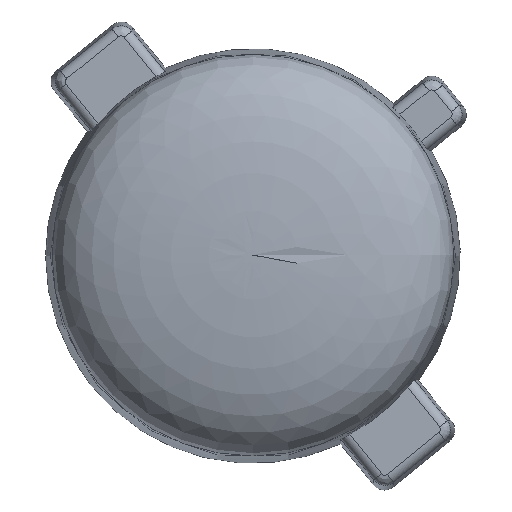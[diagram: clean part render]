
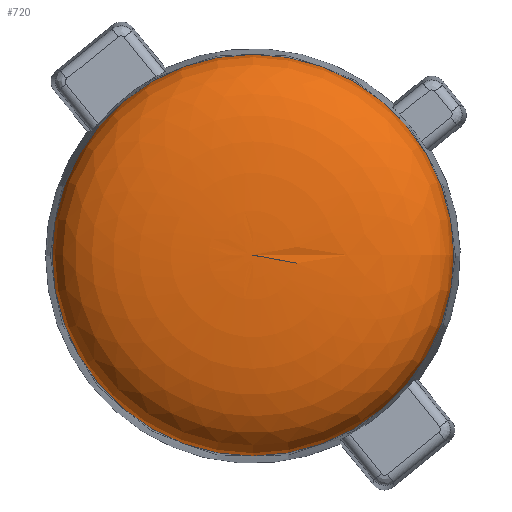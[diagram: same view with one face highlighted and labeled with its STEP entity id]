
A CAD part, top view. The second image highlights one B-rep face of the part: STEP entity #720.
In plain terms, the highlighted free-form (B-spline) face has degree [5, 2] with [10, 9] control points.
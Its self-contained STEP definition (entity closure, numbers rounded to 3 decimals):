
#70=(
BOUNDED_CURVE()
B_SPLINE_CURVE(5,(#1155,#1156,#1157,#1158,#1159,#1160,#1161,#1162,#1163,
#1164),.UNSPECIFIED.,.F.,.F.)
B_SPLINE_CURVE_WITH_KNOTS((6,1,1,1,1,6),(0.,0.2,0.4,0.6,0.8,1.),
 .UNSPECIFIED.)
CURVE()
GEOMETRIC_REPRESENTATION_ITEM()
RATIONAL_B_SPLINE_CURVE((1.,1.,1.,1.,1.,1.,1.,1.,1.,1.))
REPRESENTATION_ITEM('')
);
#71=(
BOUNDED_SURFACE()
B_SPLINE_SURFACE(5,2,((#1063,#1064,#1065,#1066,#1067,#1068,#1069,#1070,
#1071),(#1072,#1073,#1074,#1075,#1076,#1077,#1078,#1079,#1080),(#1081,#1082,
#1083,#1084,#1085,#1086,#1087,#1088,#1089),(#1090,#1091,#1092,#1093,#1094,
#1095,#1096,#1097,#1098),(#1099,#1100,#1101,#1102,#1103,#1104,#1105,#1106,
#1107),(#1108,#1109,#1110,#1111,#1112,#1113,#1114,#1115,#1116),(#1117,#1118,
#1119,#1120,#1121,#1122,#1123,#1124,#1125),(#1126,#1127,#1128,#1129,#1130,
#1131,#1132,#1133,#1134),(#1135,#1136,#1137,#1138,#1139,#1140,#1141,#1142,
#1143),(#1144,#1145,#1146,#1147,#1148,#1149,#1150,#1151,#1152)),
 .UNSPECIFIED.,.F.,.T.,.F.)
B_SPLINE_SURFACE_WITH_KNOTS((6,1,1,1,1,6),(3,2,2,2,3),(0.,0.2,0.4,0.6,0.8,
1.),(0.,1.571,3.142,4.712,6.283),
 .UNSPECIFIED.)
GEOMETRIC_REPRESENTATION_ITEM()
RATIONAL_B_SPLINE_SURFACE(((1.,0.707,1.,0.707,1.,
0.707,1.,0.707,1.),(1.,0.707,1.,0.707,
1.,0.707,1.,0.707,1.),(1.,0.707,1.,
0.707,1.,0.707,1.,0.707,1.),(1.,0.707,
1.,0.707,1.,0.707,1.,0.707,1.),(1.,
0.707,1.,0.707,1.,0.707,1.,0.707,
1.),(1.,0.707,1.,0.707,1.,0.707,1.,
0.707,1.),(1.,0.707,1.,0.707,1.,0.707,
1.,0.707,1.),(1.,0.707,1.,0.707,1.,
0.707,1.,0.707,1.),(1.,0.707,1.,0.707,
1.,0.707,1.,0.707,1.),(1.,0.707,1.,
0.707,1.,0.707,1.,0.707,1.)))
REPRESENTATION_ITEM('')
SURFACE()
);
#192=FACE_OUTER_BOUND('',#239,.T.);
#239=EDGE_LOOP('',(#518,#519,#520,#521));
#292=CIRCLE('',#793,4.986);
#293=CIRCLE('',#794,4.986);
#320=VERTEX_POINT('',#1153);
#321=VERTEX_POINT('',#1154);
#322=VERTEX_POINT('',#1165);
#395=EDGE_CURVE('',#320,#321,#70,.T.);
#396=EDGE_CURVE('',#322,#321,#292,.T.);
#397=EDGE_CURVE('',#321,#322,#293,.T.);
#518=ORIENTED_EDGE('',*,*,#395,.T.);
#519=ORIENTED_EDGE('',*,*,#396,.F.);
#520=ORIENTED_EDGE('',*,*,#397,.F.);
#521=ORIENTED_EDGE('',*,*,#395,.F.);
#720=ADVANCED_FACE('',(#192),#71,.T.);
#793=AXIS2_PLACEMENT_3D('',#1166,#889,#890);
#794=AXIS2_PLACEMENT_3D('',#1167,#891,#892);
#889=DIRECTION('center_axis',(0.,0.,-1.));
#890=DIRECTION('ref_axis',(1.,0.,0.));
#891=DIRECTION('center_axis',(0.,0.,-1.));
#892=DIRECTION('ref_axis',(1.,0.,0.));
#1063=CARTESIAN_POINT('Ctrl Pts',(26.023,-7.653,13.));
#1064=CARTESIAN_POINT('Ctrl Pts',(26.023,-7.653,13.));
#1065=CARTESIAN_POINT('Ctrl Pts',(26.023,-7.653,13.));
#1066=CARTESIAN_POINT('Ctrl Pts',(26.023,-7.653,13.));
#1067=CARTESIAN_POINT('Ctrl Pts',(26.023,-7.653,13.));
#1068=CARTESIAN_POINT('Ctrl Pts',(26.023,-7.653,13.));
#1069=CARTESIAN_POINT('Ctrl Pts',(26.023,-7.653,13.));
#1070=CARTESIAN_POINT('Ctrl Pts',(26.023,-7.653,13.));
#1071=CARTESIAN_POINT('Ctrl Pts',(26.023,-7.653,13.));
#1072=CARTESIAN_POINT('Ctrl Pts',(26.452,-7.653,13.));
#1073=CARTESIAN_POINT('Ctrl Pts',(26.452,-7.224,13.));
#1074=CARTESIAN_POINT('Ctrl Pts',(26.023,-7.224,13.));
#1075=CARTESIAN_POINT('Ctrl Pts',(25.594,-7.224,13.));
#1076=CARTESIAN_POINT('Ctrl Pts',(25.594,-7.653,13.));
#1077=CARTESIAN_POINT('Ctrl Pts',(25.594,-8.082,13.));
#1078=CARTESIAN_POINT('Ctrl Pts',(26.023,-8.082,13.));
#1079=CARTESIAN_POINT('Ctrl Pts',(26.452,-8.082,13.));
#1080=CARTESIAN_POINT('Ctrl Pts',(26.452,-7.653,13.));
#1081=CARTESIAN_POINT('Ctrl Pts',(27.252,-7.653,12.985));
#1082=CARTESIAN_POINT('Ctrl Pts',(27.252,-6.423,12.985));
#1083=CARTESIAN_POINT('Ctrl Pts',(26.023,-6.423,12.985));
#1084=CARTESIAN_POINT('Ctrl Pts',(24.793,-6.423,12.985));
#1085=CARTESIAN_POINT('Ctrl Pts',(24.793,-7.653,12.985));
#1086=CARTESIAN_POINT('Ctrl Pts',(24.793,-8.883,12.985));
#1087=CARTESIAN_POINT('Ctrl Pts',(26.023,-8.883,12.985));
#1088=CARTESIAN_POINT('Ctrl Pts',(27.252,-8.883,12.985));
#1089=CARTESIAN_POINT('Ctrl Pts',(27.252,-7.653,12.985));
#1090=CARTESIAN_POINT('Ctrl Pts',(28.282,-7.653,12.916));
#1091=CARTESIAN_POINT('Ctrl Pts',(28.282,-5.393,12.916));
#1092=CARTESIAN_POINT('Ctrl Pts',(26.023,-5.393,12.916));
#1093=CARTESIAN_POINT('Ctrl Pts',(23.763,-5.393,12.916));
#1094=CARTESIAN_POINT('Ctrl Pts',(23.763,-7.653,12.916));
#1095=CARTESIAN_POINT('Ctrl Pts',(23.763,-9.913,12.916));
#1096=CARTESIAN_POINT('Ctrl Pts',(26.023,-9.913,12.916));
#1097=CARTESIAN_POINT('Ctrl Pts',(28.282,-9.913,12.916));
#1098=CARTESIAN_POINT('Ctrl Pts',(28.282,-7.653,12.916));
#1099=CARTESIAN_POINT('Ctrl Pts',(29.351,-7.653,12.74));
#1100=CARTESIAN_POINT('Ctrl Pts',(29.351,-4.324,12.74));
#1101=CARTESIAN_POINT('Ctrl Pts',(26.023,-4.324,12.74));
#1102=CARTESIAN_POINT('Ctrl Pts',(22.694,-4.324,12.74));
#1103=CARTESIAN_POINT('Ctrl Pts',(22.694,-7.653,12.74));
#1104=CARTESIAN_POINT('Ctrl Pts',(22.694,-10.982,12.74));
#1105=CARTESIAN_POINT('Ctrl Pts',(26.023,-10.982,12.74));
#1106=CARTESIAN_POINT('Ctrl Pts',(29.351,-10.982,12.74));
#1107=CARTESIAN_POINT('Ctrl Pts',(29.351,-7.653,12.74));
#1108=CARTESIAN_POINT('Ctrl Pts',(30.294,-7.653,12.381));
#1109=CARTESIAN_POINT('Ctrl Pts',(30.294,-3.382,12.381));
#1110=CARTESIAN_POINT('Ctrl Pts',(26.023,-3.382,12.381));
#1111=CARTESIAN_POINT('Ctrl Pts',(21.751,-3.382,12.381));
#1112=CARTESIAN_POINT('Ctrl Pts',(21.751,-7.653,12.381));
#1113=CARTESIAN_POINT('Ctrl Pts',(21.751,-11.924,12.381));
#1114=CARTESIAN_POINT('Ctrl Pts',(26.023,-11.924,12.381));
#1115=CARTESIAN_POINT('Ctrl Pts',(30.294,-11.924,12.381));
#1116=CARTESIAN_POINT('Ctrl Pts',(30.294,-7.653,12.381));
#1117=CARTESIAN_POINT('Ctrl Pts',(30.77,-7.653,11.962));
#1118=CARTESIAN_POINT('Ctrl Pts',(30.77,-2.905,11.962));
#1119=CARTESIAN_POINT('Ctrl Pts',(26.023,-2.905,11.962));
#1120=CARTESIAN_POINT('Ctrl Pts',(21.275,-2.905,11.962));
#1121=CARTESIAN_POINT('Ctrl Pts',(21.275,-7.653,11.962));
#1122=CARTESIAN_POINT('Ctrl Pts',(21.275,-12.401,11.962));
#1123=CARTESIAN_POINT('Ctrl Pts',(26.023,-12.401,11.962));
#1124=CARTESIAN_POINT('Ctrl Pts',(30.77,-12.401,11.962));
#1125=CARTESIAN_POINT('Ctrl Pts',(30.77,-7.653,11.962));
#1126=CARTESIAN_POINT('Ctrl Pts',(30.96,-7.653,11.549));
#1127=CARTESIAN_POINT('Ctrl Pts',(30.96,-2.715,11.549));
#1128=CARTESIAN_POINT('Ctrl Pts',(26.023,-2.715,11.549));
#1129=CARTESIAN_POINT('Ctrl Pts',(21.085,-2.715,11.549));
#1130=CARTESIAN_POINT('Ctrl Pts',(21.085,-7.653,11.549));
#1131=CARTESIAN_POINT('Ctrl Pts',(21.085,-12.591,11.549));
#1132=CARTESIAN_POINT('Ctrl Pts',(26.023,-12.591,11.549));
#1133=CARTESIAN_POINT('Ctrl Pts',(30.96,-12.591,11.549));
#1134=CARTESIAN_POINT('Ctrl Pts',(30.96,-7.653,11.549));
#1135=CARTESIAN_POINT('Ctrl Pts',(31.006,-7.653,11.225));
#1136=CARTESIAN_POINT('Ctrl Pts',(31.006,-2.67,11.225));
#1137=CARTESIAN_POINT('Ctrl Pts',(26.023,-2.67,11.225));
#1138=CARTESIAN_POINT('Ctrl Pts',(21.039,-2.67,11.225));
#1139=CARTESIAN_POINT('Ctrl Pts',(21.039,-7.653,11.225));
#1140=CARTESIAN_POINT('Ctrl Pts',(21.039,-12.637,11.225));
#1141=CARTESIAN_POINT('Ctrl Pts',(26.023,-12.637,11.225));
#1142=CARTESIAN_POINT('Ctrl Pts',(31.006,-12.637,11.225));
#1143=CARTESIAN_POINT('Ctrl Pts',(31.006,-7.653,11.225));
#1144=CARTESIAN_POINT('Ctrl Pts',(31.009,-7.653,11.05));
#1145=CARTESIAN_POINT('Ctrl Pts',(31.009,-2.667,11.05));
#1146=CARTESIAN_POINT('Ctrl Pts',(26.023,-2.667,11.05));
#1147=CARTESIAN_POINT('Ctrl Pts',(21.037,-2.667,11.05));
#1148=CARTESIAN_POINT('Ctrl Pts',(21.037,-7.653,11.05));
#1149=CARTESIAN_POINT('Ctrl Pts',(21.037,-12.639,11.05));
#1150=CARTESIAN_POINT('Ctrl Pts',(26.023,-12.639,11.05));
#1151=CARTESIAN_POINT('Ctrl Pts',(31.009,-12.639,11.05));
#1152=CARTESIAN_POINT('Ctrl Pts',(31.009,-7.653,11.05));
#1153=CARTESIAN_POINT('',(26.023,-7.653,13.));
#1154=CARTESIAN_POINT('',(31.009,-7.653,11.05));
#1155=CARTESIAN_POINT('Ctrl Pts',(26.023,-7.653,13.));
#1156=CARTESIAN_POINT('Ctrl Pts',(26.452,-7.653,13.));
#1157=CARTESIAN_POINT('Ctrl Pts',(27.252,-7.653,12.985));
#1158=CARTESIAN_POINT('Ctrl Pts',(28.282,-7.653,12.916));
#1159=CARTESIAN_POINT('Ctrl Pts',(29.351,-7.653,12.74));
#1160=CARTESIAN_POINT('Ctrl Pts',(30.294,-7.653,12.381));
#1161=CARTESIAN_POINT('Ctrl Pts',(30.77,-7.653,11.962));
#1162=CARTESIAN_POINT('Ctrl Pts',(30.96,-7.653,11.549));
#1163=CARTESIAN_POINT('Ctrl Pts',(31.006,-7.653,11.225));
#1164=CARTESIAN_POINT('Ctrl Pts',(31.009,-7.653,11.05));
#1165=CARTESIAN_POINT('',(21.037,-7.653,11.05));
#1166=CARTESIAN_POINT('Origin',(26.023,-7.653,11.05));
#1167=CARTESIAN_POINT('Origin',(26.023,-7.653,11.05));
